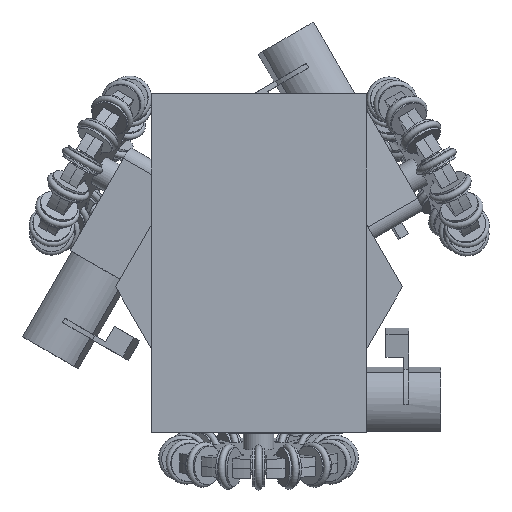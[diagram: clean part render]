
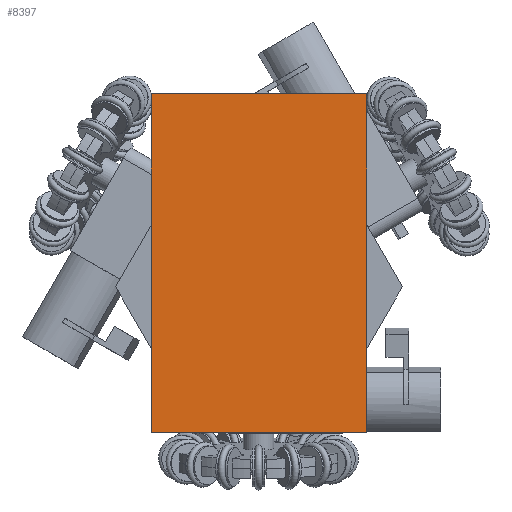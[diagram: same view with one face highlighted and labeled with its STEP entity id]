
A CAD part, top view. The second image highlights one B-rep face of the part: STEP entity #8397.
In plain terms, the highlighted face is planar.
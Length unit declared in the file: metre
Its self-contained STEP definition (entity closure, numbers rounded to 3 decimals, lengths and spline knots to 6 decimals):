
#1326=ORIENTED_EDGE('',*,*,#3652,.T.);
#1327=ORIENTED_EDGE('',*,*,#3670,.T.);
#1328=ORIENTED_EDGE('',*,*,#3659,.F.);
#1329=ORIENTED_EDGE('',*,*,#3656,.F.);
#3652=EDGE_CURVE('',#4831,#4832,#5635,.T.);
#3656=EDGE_CURVE('',#4831,#4835,#5639,.T.);
#3659=EDGE_CURVE('',#4835,#4837,#5642,.T.);
#3670=EDGE_CURVE('',#4832,#4837,#5645,.T.);
#4831=VERTEX_POINT('',#12464);
#4832=VERTEX_POINT('',#12465);
#4835=VERTEX_POINT('',#12473);
#4837=VERTEX_POINT('',#12479);
#5635=LINE('',#12463,#6411);
#5639=LINE('',#12472,#6415);
#5642=LINE('',#12478,#6418);
#5645=LINE('',#12504,#6421);
#6411=VECTOR('',#9901,1.);
#6415=VECTOR('',#9907,1.);
#6418=VECTOR('',#9912,1.);
#6421=VECTOR('',#9941,1.);
#7204=EDGE_LOOP('',(#1326,#1327,#1328,#1329));
#7706=FACE_BOUND('',#7204,.T.);
#8197=PLANE('',#9021);
#8397=ADVANCED_FACE('',(#7706),#8197,.F.);
#9021=AXIS2_PLACEMENT_3D('',#12507,#9945,#9946);
#9901=DIRECTION('',(-1.,0.,0.));
#9907=DIRECTION('',(0.,1.,0.));
#9912=DIRECTION('',(-1.,0.,0.));
#9941=DIRECTION('',(0.,1.,0.));
#9945=DIRECTION('',(0.,0.,1.));
#9946=DIRECTION('',(1.,0.,0.));
#12463=CARTESIAN_POINT('',(0.328346,-0.03345,0.));
#12464=CARTESIAN_POINT('',(0.380846,-0.03345,0.));
#12465=CARTESIAN_POINT('',(0.275846,-0.03345,0.));
#12472=CARTESIAN_POINT('',(0.380846,0.,0.));
#12473=CARTESIAN_POINT('',(0.380846,0.03345,0.));
#12478=CARTESIAN_POINT('',(0.328346,0.03345,0.));
#12479=CARTESIAN_POINT('',(0.275846,0.03345,0.));
#12504=CARTESIAN_POINT('',(0.275846,0.,0.));
#12507=CARTESIAN_POINT('',(0.328346,0.,0.));
